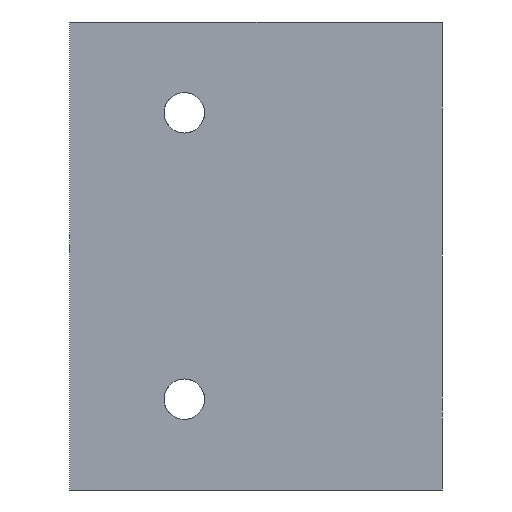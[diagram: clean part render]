
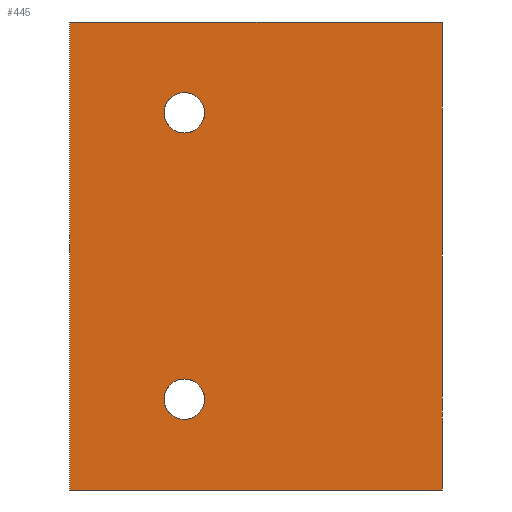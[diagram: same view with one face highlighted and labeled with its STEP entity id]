
A CAD part, front view. The second image highlights one B-rep face of the part: STEP entity #445.
In plain terms, the highlighted planar face has unit normal (0, -1, 0).
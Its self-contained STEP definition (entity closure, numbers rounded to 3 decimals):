
#12 = CARTESIAN_POINT ( 'NONE',  ( -54., 0., -30. ) ) ;
#97 = VERTEX_POINT ( 'NONE', #1424 ) ;
#137 = CARTESIAN_POINT ( 'NONE',  ( 0., 0., -49. ) ) ;
#150 = VECTOR ( 'NONE', #1170, 1000. ) ;
#154 = LINE ( 'NONE', #1598, #1461 ) ;
#185 = AXIS2_PLACEMENT_3D ( 'NONE', #1199, #1602, #288 ) ;
#199 = ORIENTED_EDGE ( 'NONE', *, *, #456, .T. ) ;
#268 = ORIENTED_EDGE ( 'NONE', *, *, #618, .F. ) ;
#274 = EDGE_CURVE ( 'NONE', #1205, #1883, #1518, .T. ) ;
#288 = DIRECTION ( 'NONE',  ( -1., 0., 0. ) ) ;
#350 = AXIS2_PLACEMENT_3D ( 'NONE', #12, #1009, #480 ) ;
#409 = DIRECTION ( 'NONE',  ( 0., 0., 1. ) ) ;
#414 = DIRECTION ( 'NONE',  ( 0., 1., 0. ) ) ;
#443 = CARTESIAN_POINT ( 'NONE',  ( -78., 0., 49. ) ) ;
#445 = ADVANCED_FACE ( 'NONE', ( #1982, #1381, #1520 ), #572, .F. ) ;
#456 = EDGE_CURVE ( 'NONE', #1883, #1205, #940, .T. ) ;
#475 = EDGE_LOOP ( 'NONE', ( #1370, #268, #722, #680 ) ) ;
#480 = DIRECTION ( 'NONE',  ( -1., 0., 0. ) ) ;
#487 = CIRCLE ( 'NONE', #796, 4.25 ) ;
#537 = DIRECTION ( 'NONE',  ( 0., 1., 0. ) ) ;
#572 = PLANE ( 'NONE',  #903 ) ;
#618 = EDGE_CURVE ( 'NONE', #97, #1671, #1006, .T. ) ;
#623 = VERTEX_POINT ( 'NONE', #1940 ) ;
#672 = DIRECTION ( 'NONE',  ( 0., 1., 0. ) ) ;
#680 = ORIENTED_EDGE ( 'NONE', *, *, #956, .T. ) ;
#716 = CARTESIAN_POINT ( 'NONE',  ( -49.75, 0., -30. ) ) ;
#722 = ORIENTED_EDGE ( 'NONE', *, *, #1703, .F. ) ;
#796 = AXIS2_PLACEMENT_3D ( 'NONE', #1180, #672, #1155 ) ;
#903 = AXIS2_PLACEMENT_3D ( 'NONE', #1227, #537, #409 ) ;
#940 = CIRCLE ( 'NONE', #185, 4.25 ) ;
#956 = EDGE_CURVE ( 'NONE', #623, #1839, #1400, .T. ) ;
#969 = LINE ( 'NONE', #443, #1645 ) ;
#1006 = LINE ( 'NONE', #1773, #150 ) ;
#1008 = VECTOR ( 'NONE', #1749, 1000. ) ;
#1009 = DIRECTION ( 'NONE',  ( 0., 1., 0. ) ) ;
#1018 = EDGE_LOOP ( 'NONE', ( #1215, #1308 ) ) ;
#1053 = CARTESIAN_POINT ( 'NONE',  ( -58.25, 0., 30. ) ) ;
#1062 = ORIENTED_EDGE ( 'NONE', *, *, #274, .T. ) ;
#1098 = CARTESIAN_POINT ( 'NONE',  ( -78., 0., 49. ) ) ;
#1155 = DIRECTION ( 'NONE',  ( -1., 0., 0. ) ) ;
#1170 = DIRECTION ( 'NONE',  ( 0., 0., -1. ) ) ;
#1180 = CARTESIAN_POINT ( 'NONE',  ( -54., 0., 30. ) ) ;
#1199 = CARTESIAN_POINT ( 'NONE',  ( -54., 0., -30. ) ) ;
#1205 = VERTEX_POINT ( 'NONE', #1397 ) ;
#1215 = ORIENTED_EDGE ( 'NONE', *, *, #1802, .T. ) ;
#1227 = CARTESIAN_POINT ( 'NONE',  ( -78., 0., 49. ) ) ;
#1274 = AXIS2_PLACEMENT_3D ( 'NONE', #2046, #414, #1407 ) ;
#1307 = CARTESIAN_POINT ( 'NONE',  ( -49.75, 0., 30. ) ) ;
#1308 = ORIENTED_EDGE ( 'NONE', *, *, #2011, .T. ) ;
#1370 = ORIENTED_EDGE ( 'NONE', *, *, #1581, .T. ) ;
#1381 = FACE_BOUND ( 'NONE', #1831, .T. ) ;
#1397 = CARTESIAN_POINT ( 'NONE',  ( -58.25, 0., -30. ) ) ;
#1400 = LINE ( 'NONE', #1098, #1008 ) ;
#1407 = DIRECTION ( 'NONE',  ( -1., 0., 0. ) ) ;
#1424 = CARTESIAN_POINT ( 'NONE',  ( 0., 0., 49. ) ) ;
#1430 = DIRECTION ( 'NONE',  ( 1., 0., 0. ) ) ;
#1461 = VECTOR ( 'NONE', #1430, 1000. ) ;
#1476 = CIRCLE ( 'NONE', #1274, 4.25 ) ;
#1518 = CIRCLE ( 'NONE', #350, 4.25 ) ;
#1520 = FACE_OUTER_BOUND ( 'NONE', #475, .T. ) ;
#1546 = VERTEX_POINT ( 'NONE', #1307 ) ;
#1580 = CARTESIAN_POINT ( 'NONE',  ( -78., 0., -49. ) ) ;
#1581 = EDGE_CURVE ( 'NONE', #1839, #1671, #154, .T. ) ;
#1598 = CARTESIAN_POINT ( 'NONE',  ( -78., 0., -49. ) ) ;
#1602 = DIRECTION ( 'NONE',  ( 0., 1., 0. ) ) ;
#1645 = VECTOR ( 'NONE', #1738, 1000. ) ;
#1671 = VERTEX_POINT ( 'NONE', #137 ) ;
#1703 = EDGE_CURVE ( 'NONE', #623, #97, #969, .T. ) ;
#1738 = DIRECTION ( 'NONE',  ( 1., 0., 0. ) ) ;
#1749 = DIRECTION ( 'NONE',  ( 0., 0., -1. ) ) ;
#1773 = CARTESIAN_POINT ( 'NONE',  ( 0., 0., 49. ) ) ;
#1802 = EDGE_CURVE ( 'NONE', #1868, #1546, #487, .T. ) ;
#1831 = EDGE_LOOP ( 'NONE', ( #1062, #199 ) ) ;
#1839 = VERTEX_POINT ( 'NONE', #1580 ) ;
#1868 = VERTEX_POINT ( 'NONE', #1053 ) ;
#1883 = VERTEX_POINT ( 'NONE', #716 ) ;
#1940 = CARTESIAN_POINT ( 'NONE',  ( -78., 0., 49. ) ) ;
#1982 = FACE_BOUND ( 'NONE', #1018, .T. ) ;
#2011 = EDGE_CURVE ( 'NONE', #1546, #1868, #1476, .T. ) ;
#2046 = CARTESIAN_POINT ( 'NONE',  ( -54., 0., 30. ) ) ;
